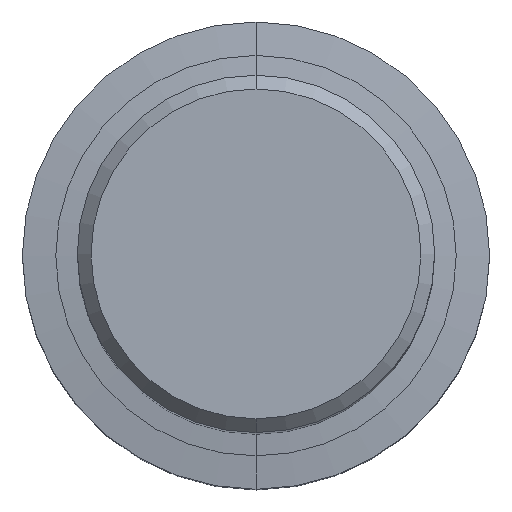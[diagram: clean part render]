
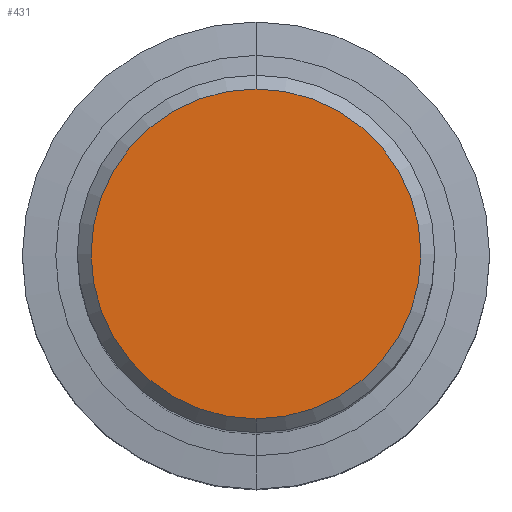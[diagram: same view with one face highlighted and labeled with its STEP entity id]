
A CAD part, top view. The second image highlights one B-rep face of the part: STEP entity #431.
In plain terms, the highlighted planar face has unit normal (0, 0, 1).
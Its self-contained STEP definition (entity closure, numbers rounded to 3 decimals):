
#321=EDGE_CURVE('',#435,#467,#687,.T.);
#419=EDGE_CURVE('',#467,#435,#799,.T.);
#431=ADVANCED_FACE('',(#813),#814,.T.);
#435=VERTEX_POINT('',#818);
#467=VERTEX_POINT('',#853);
#687=CIRCLE('',#1367,12.0);
#799=CIRCLE('',#1585,12.0);
#813=FACE_OUTER_BOUND('',#1604,.T.);
#814=PLANE('',#1605);
#818=CARTESIAN_POINT('',(0.0,12.0,0.0));
#853=CARTESIAN_POINT('',(0.,-12.0,0.0));
#1367=AXIS2_PLACEMENT_3D('',#1938,#1939,#1940);
#1585=AXIS2_PLACEMENT_3D('',#2090,#2091,#2092);
#1604=EDGE_LOOP('',(#2107,#2108));
#1605=AXIS2_PLACEMENT_3D('',#2109,#2110,#2111);
#1938=CARTESIAN_POINT('',(0.0,0.0,0.0));
#1939=DIRECTION('',(0.0,0.0,-1.0));
#1940=DIRECTION('',(0.0,1.0,0.0));
#2090=CARTESIAN_POINT('',(0.0,0.0,0.0));
#2091=DIRECTION('',(0.0,0.0,-1.0));
#2092=DIRECTION('',(0.0,1.0,0.0));
#2107=ORIENTED_EDGE('',*,*,#321,.F.);
#2108=ORIENTED_EDGE('',*,*,#419,.F.);
#2109=CARTESIAN_POINT('',(0.0,6.0,0.0));
#2110=DIRECTION('',(-0.0,0.0,1.0));
#2111=DIRECTION('',(0.0,-1.0,0.0));
